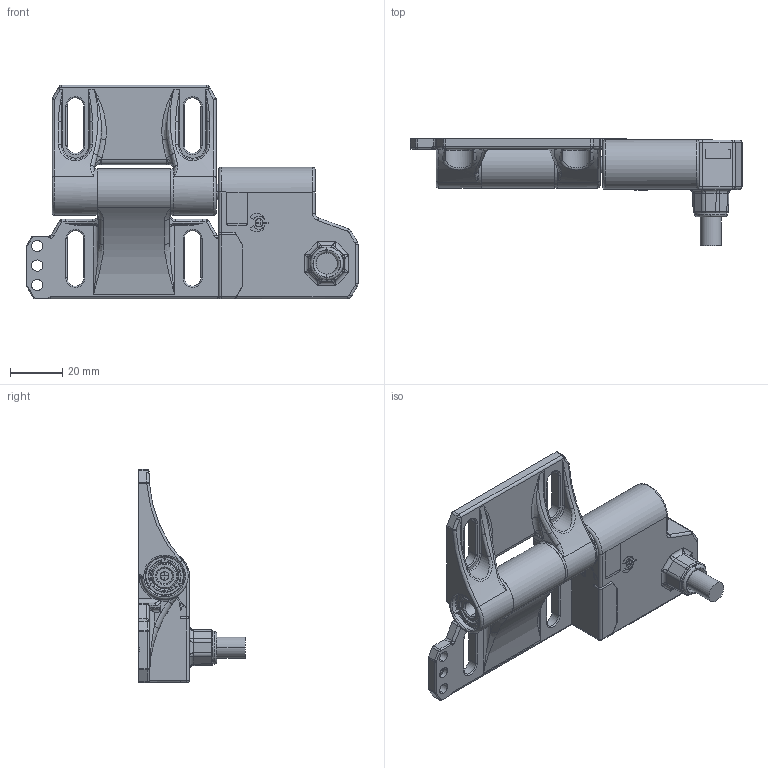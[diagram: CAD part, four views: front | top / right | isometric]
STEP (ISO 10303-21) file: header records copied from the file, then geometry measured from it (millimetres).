
FILE_DESCRIPTION((''),'2;1');
FILE_NAME('210922_ASM','2019-03-15T09:33:16',('pdmadmin'),('BANNER ENGINEERING'),'CREO PARAMETRIC BY PTC INC, 2018300','CREO PARAMETRIC BY PTC INC, 2018300','');
FILE_SCHEMA(('CONFIG_CONTROL_DESIGN'));
Length unit declared in the file: millimetre
Products named in the file (4): 807130_PART_1; 807130_PART_2; 807130_ASM; 210922_ASM
Assembly tree (3 placements, depth 3):
  210922_ASM
    807130_ASM
      807130_PART_1
      807130_PART_2
Bounding box: 127.5 x 41 x 82 mm (x, y, z)
Volume: 61433.9 mm3; surface area: 38320.1 mm2
Topology: 2 solids, 2 shells, 2171 faces, 5619 edges, 3488 vertices
Faces by surface type: plane 888, cylinder 774, torus 193, bspline 189, sphere 69, cone 58
Entity records: 75540 total; most frequent: CARTESIAN_POINT 23023, ORIENTED_EDGE 11110, DIRECTION 11009, EDGE_CURVE 5555, AXIS2_PLACEMENT_3D 4108, VERTEX_POINT 3488, VECTOR 2793, LINE 2793
